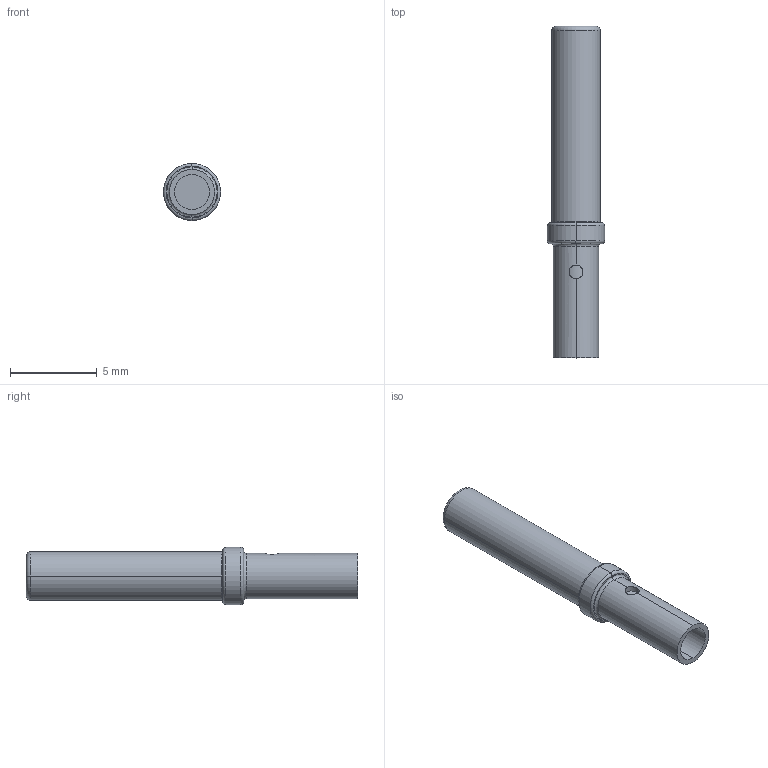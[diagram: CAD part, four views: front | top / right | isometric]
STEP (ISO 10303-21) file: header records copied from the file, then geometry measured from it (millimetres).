
FILE_DESCRIPTION((''),'2;1');
FILE_NAME('AT62-201-1631-3','2016-01-07T',('orion.li'),(''),'PRO/ENGINEER BY PARAMETRIC TECHNOLOGY CORPORATION, 2013230','PRO/ENGINEER BY PARAMETRIC TECHNOLOGY CORPORATION, 2013230','');
FILE_SCHEMA(('CONFIG_CONTROL_DESIGN'));
Length unit declared in the file: millimetre
Products named in the file (1): AT62-201-1631-3
Bounding box: 3.3 x 19.15 x 3.3 mm (x, y, z)
Volume: 107.1 mm3; surface area: 204.1 mm2
Topology: 1 solids, 2 shells, 36 faces, 73 edges, 44 vertices
Faces by surface type: cylinder 17, torus 12, plane 7
Entity records: 1043 total; most frequent: CARTESIAN_POINT 213, DIRECTION 189, ORIENTED_EDGE 146, AXIS2_PLACEMENT_3D 86, EDGE_CURVE 73, CIRCLE 50, VERTEX_POINT 44, EDGE_LOOP 41
